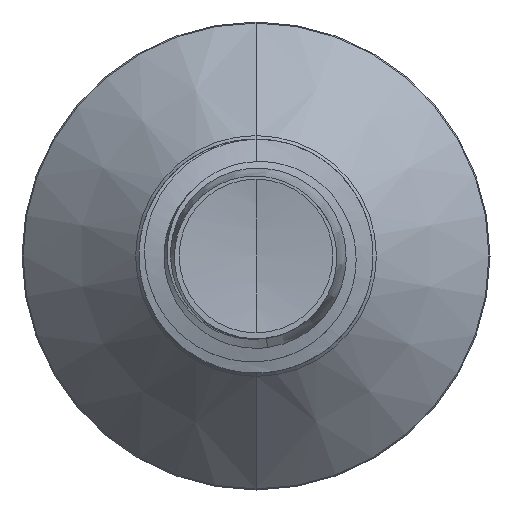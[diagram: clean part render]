
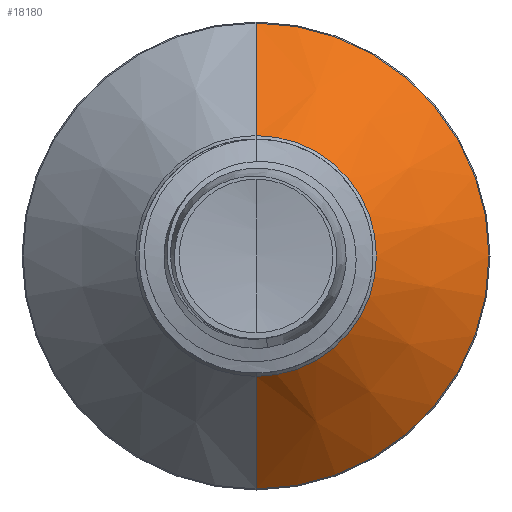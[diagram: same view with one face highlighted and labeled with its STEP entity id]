
A CAD part, front view. The second image highlights one B-rep face of the part: STEP entity #18180.
In plain terms, the highlighted conical face has half-angle 45 degrees and reference radius 3.088 mm.
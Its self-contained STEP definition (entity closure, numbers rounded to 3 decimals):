
#60 = CARTESIAN_POINT ( 'NONE',  ( 0., 16.624, 0. ) ) ;
#1302 = ORIENTED_EDGE ( 'NONE', *, *, #16417, .T. ) ;
#2170 = VERTEX_POINT ( 'NONE', #21253 ) ;
#2531 = DIRECTION ( 'NONE',  ( 0., 0., 1. ) ) ;
#2931 = VECTOR ( 'NONE', #9450, 1000. ) ;
#4465 = AXIS2_PLACEMENT_3D ( 'NONE', #60, #13338, #2531 ) ;
#5204 = DIRECTION ( 'NONE',  ( 0., 0.707, 0.707 ) ) ;
#5205 = CIRCLE ( 'NONE', #7248, 3.089 ) ;
#5621 = VERTEX_POINT ( 'NONE', #7193 ) ;
#6703 = ORIENTED_EDGE ( 'NONE', *, *, #14737, .T. ) ;
#6871 = DIRECTION ( 'NONE',  ( 0., 1., 0. ) ) ;
#6910 = CARTESIAN_POINT ( 'NONE',  ( 0., 13.739, 3.089 ) ) ;
#7193 = CARTESIAN_POINT ( 'NONE',  ( 0., 13.739, 3.089 ) ) ;
#7248 = AXIS2_PLACEMENT_3D ( 'NONE', #17107, #6871, #18781 ) ;
#7282 = VERTEX_POINT ( 'NONE', #12911 ) ;
#9450 = DIRECTION ( 'NONE',  ( 0., 0.707, -0.707 ) ) ;
#9999 = LINE ( 'NONE', #6910, #10324 ) ;
#10324 = VECTOR ( 'NONE', #5204, 1000. ) ;
#12084 = EDGE_CURVE ( 'NONE', #5621, #2170, #9999, .T. ) ;
#12467 = CONICAL_SURFACE ( 'NONE', #14855, 3.089, 0.785 ) ;
#12489 = LINE ( 'NONE', #21422, #2931 ) ;
#12911 = CARTESIAN_POINT ( 'NONE',  ( 0., 16.624, -5.974 ) ) ;
#12987 = FACE_OUTER_BOUND ( 'NONE', #20617, .T. ) ;
#13338 = DIRECTION ( 'NONE',  ( 0., 1., 0. ) ) ;
#14737 = EDGE_CURVE ( 'NONE', #20245, #7282, #12489, .T. ) ;
#14855 = AXIS2_PLACEMENT_3D ( 'NONE', #22609, #18826, #18893 ) ;
#15831 = ORIENTED_EDGE ( 'NONE', *, *, #17562, .F. ) ;
#16417 = EDGE_CURVE ( 'NONE', #5621, #20245, #5205, .T. ) ;
#17033 = CARTESIAN_POINT ( 'NONE',  ( 0., 13.739, -3.089 ) ) ;
#17107 = CARTESIAN_POINT ( 'NONE',  ( 0., 13.739, 0. ) ) ;
#17562 = EDGE_CURVE ( 'NONE', #2170, #7282, #19526, .T. ) ;
#18180 = ADVANCED_FACE ( 'NONE', ( #12987 ), #12467, .T. ) ;
#18781 = DIRECTION ( 'NONE',  ( 0., 0., 1. ) ) ;
#18826 = DIRECTION ( 'NONE',  ( 0., 1., 0. ) ) ;
#18893 = DIRECTION ( 'NONE',  ( 0., 0., 1. ) ) ;
#19526 = CIRCLE ( 'NONE', #4465, 5.974 ) ;
#20239 = ORIENTED_EDGE ( 'NONE', *, *, #12084, .F. ) ;
#20245 = VERTEX_POINT ( 'NONE', #17033 ) ;
#20617 = EDGE_LOOP ( 'NONE', ( #1302, #6703, #15831, #20239 ) ) ;
#21253 = CARTESIAN_POINT ( 'NONE',  ( 0., 16.624, 5.974 ) ) ;
#21422 = CARTESIAN_POINT ( 'NONE',  ( 0., 13.739, -3.089 ) ) ;
#22609 = CARTESIAN_POINT ( 'NONE',  ( 0., 13.739, 0. ) ) ;
